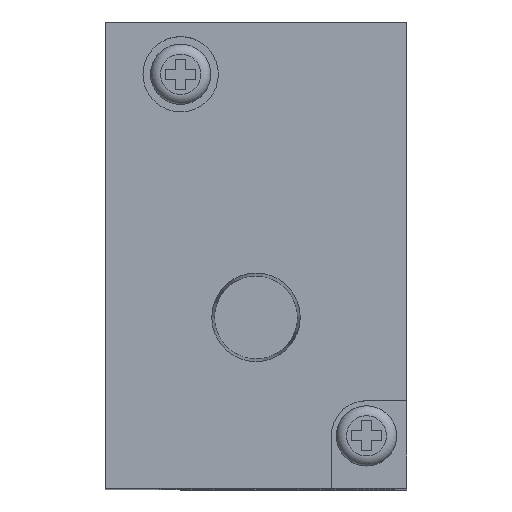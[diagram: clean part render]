
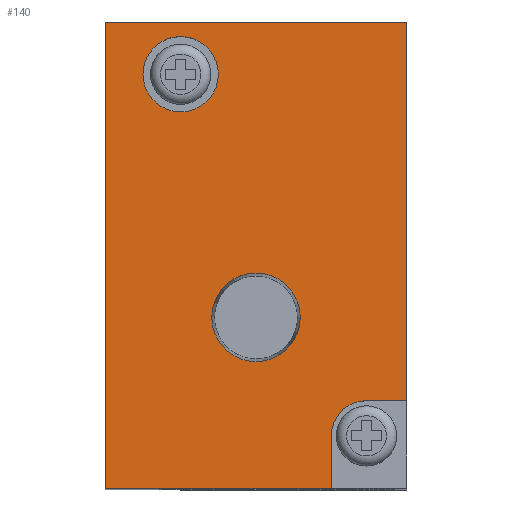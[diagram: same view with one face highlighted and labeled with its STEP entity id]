
A CAD part, top view. The second image highlights one B-rep face of the part: STEP entity #140.
In plain terms, the highlighted planar face has unit normal (0, 0, 1).
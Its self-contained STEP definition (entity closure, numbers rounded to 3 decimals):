
#140 = ADVANCED_FACE( '', ( #362, #363, #364 ), #365, .T. );
#362 = FACE_BOUND( '', #658, .T. );
#363 = FACE_OUTER_BOUND( '', #659, .T. );
#364 = FACE_BOUND( '', #660, .T. );
#365 = PLANE( '', #661 );
#658 = EDGE_LOOP( '', ( #1295 ) );
#659 = EDGE_LOOP( '', ( #1296, #1297, #1298, #1299, #1300, #1301, #1302 ) );
#660 = EDGE_LOOP( '', ( #1303 ) );
#661 = AXIS2_PLACEMENT_3D( '', #1304, #1305, #1306 );
#1295 = ORIENTED_EDGE( '', *, *, #1910, .T. );
#1296 = ORIENTED_EDGE( '', *, *, #1911, .F. );
#1297 = ORIENTED_EDGE( '', *, *, #1912, .F. );
#1298 = ORIENTED_EDGE( '', *, *, #1913, .F. );
#1299 = ORIENTED_EDGE( '', *, *, #1914, .T. );
#1300 = ORIENTED_EDGE( '', *, *, #1915, .T. );
#1301 = ORIENTED_EDGE( '', *, *, #1916, .T. );
#1302 = ORIENTED_EDGE( '', *, *, #1917, .T. );
#1303 = ORIENTED_EDGE( '', *, *, #1918, .F. );
#1304 = CARTESIAN_POINT( '', ( 0., 0., 16. ) );
#1305 = DIRECTION( '', ( 0., 0., 1. ) );
#1306 = DIRECTION( '', ( 1., 0., 0. ) );
#1910 = EDGE_CURVE( '', #2327, #2327, #2328, .T. );
#1911 = EDGE_CURVE( '', #2329, #2330, #2331, .T. );
#1912 = EDGE_CURVE( '', #2332, #2329, #2333, .T. );
#1913 = EDGE_CURVE( '', #2334, #2332, #2335, .T. );
#1914 = EDGE_CURVE( '', #2334, #2336, #2337, .T. );
#1915 = EDGE_CURVE( '', #2336, #2338, #2339, .T. );
#1916 = EDGE_CURVE( '', #2338, #2340, #2341, .T. );
#1917 = EDGE_CURVE( '', #2340, #2330, #2342, .T. );
#1918 = EDGE_CURVE( '', #2343, #2343, #2344, .T. );
#2327 = VERTEX_POINT( '', #3027 );
#2328 = CIRCLE( '', #3028, 4.408 );
#2329 = VERTEX_POINT( '', #3029 );
#2330 = VERTEX_POINT( '', #3030 );
#2331 = LINE( '', #3031, #3032 );
#2332 = VERTEX_POINT( '', #3033 );
#2333 = CIRCLE( '', #3034, 3.5 );
#2334 = VERTEX_POINT( '', #3035 );
#2335 = LINE( '', #3036, #3037 );
#2336 = VERTEX_POINT( '', #3038 );
#2337 = LINE( '', #3039, #3040 );
#2338 = VERTEX_POINT( '', #3041 );
#2339 = LINE( '', #3042, #3043 );
#2340 = VERTEX_POINT( '', #3044 );
#2341 = LINE( '', #3045, #3046 );
#2342 = LINE( '', #3047, #3048 );
#2343 = VERTEX_POINT( '', #3049 );
#2344 = CIRCLE( '', #3050, 3.75 );
#3027 = CARTESIAN_POINT( '', ( -4.408, -6.2, 16. ) );
#3028 = AXIS2_PLACEMENT_3D( '', #3543, #3544, #3545 );
#3029 = CARTESIAN_POINT( '', ( 7.5, -18., 16. ) );
#3030 = CARTESIAN_POINT( '', ( 7.5, -23.2, 16. ) );
#3031 = CARTESIAN_POINT( '', ( 7.5, -18., 16. ) );
#3032 = VECTOR( '', #3546, 1000. );
#3033 = CARTESIAN_POINT( '', ( 11., -14.5, 16. ) );
#3034 = AXIS2_PLACEMENT_3D( '', #3547, #3548, #3549 );
#3035 = CARTESIAN_POINT( '', ( 15., -14.5, 16. ) );
#3036 = CARTESIAN_POINT( '', ( 15., -14.5, 16. ) );
#3037 = VECTOR( '', #3550, 1000. );
#3038 = CARTESIAN_POINT( '', ( 15., 23.2, 16. ) );
#3039 = CARTESIAN_POINT( '', ( 15., -23.2, 16. ) );
#3040 = VECTOR( '', #3551, 1000. );
#3041 = CARTESIAN_POINT( '', ( -15., 23.2, 16. ) );
#3042 = CARTESIAN_POINT( '', ( 15., 23.2, 16. ) );
#3043 = VECTOR( '', #3552, 1000. );
#3044 = CARTESIAN_POINT( '', ( -15., -23.2, 16. ) );
#3045 = CARTESIAN_POINT( '', ( -15., 23.2, 16. ) );
#3046 = VECTOR( '', #3553, 1000. );
#3047 = CARTESIAN_POINT( '', ( -15., -23.2, 16. ) );
#3048 = VECTOR( '', #3554, 1000. );
#3049 = CARTESIAN_POINT( '', ( -3.75, 18., 16. ) );
#3050 = AXIS2_PLACEMENT_3D( '', #3555, #3556, #3557 );
#3543 = CARTESIAN_POINT( '', ( 0., -6.2, 16. ) );
#3544 = DIRECTION( '', ( 0., 0., -1. ) );
#3545 = DIRECTION( '', ( -1., 0., 0. ) );
#3546 = DIRECTION( '', ( 0., -1., 0. ) );
#3547 = CARTESIAN_POINT( '', ( 11., -18., 16. ) );
#3548 = DIRECTION( '', ( 0., 0., 1. ) );
#3549 = DIRECTION( '', ( 1., 0., 0. ) );
#3550 = DIRECTION( '', ( -1., 0., 0. ) );
#3551 = DIRECTION( '', ( 0., 1., 0. ) );
#3552 = DIRECTION( '', ( -1., 0., 0. ) );
#3553 = DIRECTION( '', ( 0., -1., 0. ) );
#3554 = DIRECTION( '', ( 1., 0., 0. ) );
#3555 = CARTESIAN_POINT( '', ( -7.5, 18., 16. ) );
#3556 = DIRECTION( '', ( 0., 0., 1. ) );
#3557 = DIRECTION( '', ( 1., 0., 0. ) );
